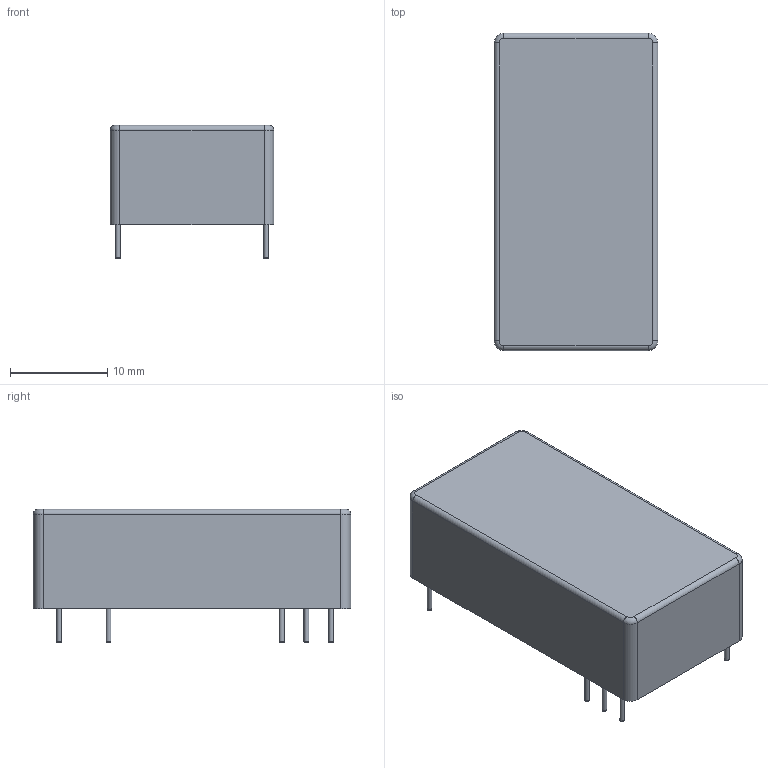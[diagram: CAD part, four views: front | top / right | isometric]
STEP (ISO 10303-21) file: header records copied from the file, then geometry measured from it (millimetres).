
FILE_DESCRIPTION(/* description */ ('model of Converter_DCDC_Bothhand_CFUSxxxxEH_THT'),/* implementation_level */ '2;1');
FILE_NAME(/* name */ 'Converter_DCDC_Bothhand_CFUSxxxxEH_THT.step',/* time_stamp */ '2018-04-09T21:29:36',/* author */ ('kicad StepUp','ksu'),/* organization */ ('FreeCAD'),/* preprocessor_version */ 'OCC',/* originating_system */ 'kicad StepUp',/* authorisation */ '');
FILE_SCHEMA(('AUTOMOTIVE_DESIGN { 1 0 10303 214 1 1 1 1 }'));
Length unit declared in the file: millimetre
Products named in the file (1): Converter_DCDC_Bothhand_CFUSxxxxEH_THT
Bounding box: 16.8 x 32.6 x 13.7 mm (x, y, z)
Volume: 5578.6 mm3; surface area: 2111.8 mm2
Topology: 1 solids, 1 shells, 45 faces, 85 edges, 51 vertices
Faces by surface type: cylinder 17, plane 15, torus 13
Full cylindrical faces by diameter (mm): 0.5 x9
Entity records: 905 total; most frequent: ORIENTED_EDGE 141, CARTESIAN_POINT 137, AXIS2_PLACEMENT_3D 97, EDGE_CURVE 85, CIRCLE 56, FACE_BOUND 54, EDGE_LOOP 54, VERTEX_POINT 51
